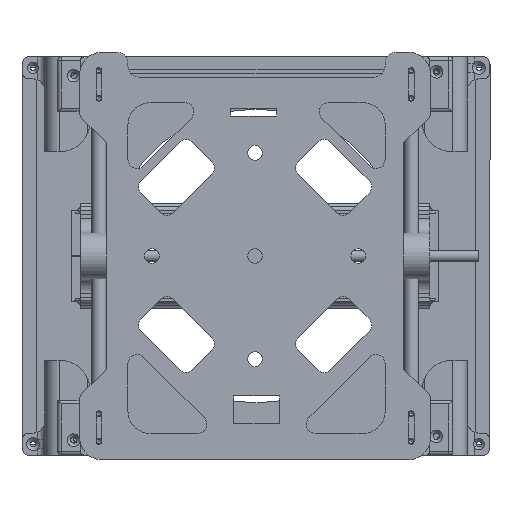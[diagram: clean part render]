
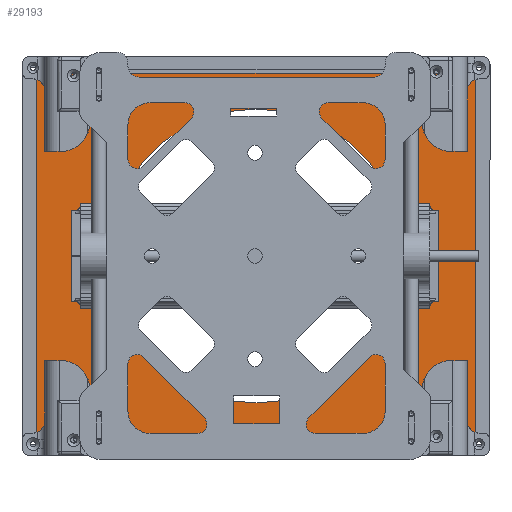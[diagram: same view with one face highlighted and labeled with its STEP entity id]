
A CAD part, left-side view. The second image highlights one B-rep face of the part: STEP entity #29193.
In plain terms, the highlighted face is planar.
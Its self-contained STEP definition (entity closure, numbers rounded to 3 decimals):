
#3246=LINE('',#55528,#5309);
#3247=LINE('',#55531,#5310);
#3248=LINE('',#55533,#5311);
#3249=LINE('',#55535,#5312);
#5309=VECTOR('',#38637,1000.);
#5310=VECTOR('',#38638,1000.);
#5311=VECTOR('',#38639,1000.);
#5312=VECTOR('',#38640,1000.);
#8390=PLANE('',#32397);
#13652=ORIENTED_EDGE('',*,*,#18852,.F.);
#13653=ORIENTED_EDGE('',*,*,#18853,.T.);
#13654=ORIENTED_EDGE('',*,*,#18854,.T.);
#13655=ORIENTED_EDGE('',*,*,#18855,.T.);
#13656=ORIENTED_EDGE('',*,*,#18856,.T.);
#18852=EDGE_CURVE('',#21821,#21821,#23476,.T.);
#18853=EDGE_CURVE('',#21822,#21823,#3246,.T.);
#18854=EDGE_CURVE('',#21823,#21824,#3247,.T.);
#18855=EDGE_CURVE('',#21824,#21825,#3248,.T.);
#18856=EDGE_CURVE('',#21825,#21822,#3249,.T.);
#21821=VERTEX_POINT('',#55527);
#21822=VERTEX_POINT('',#55529);
#21823=VERTEX_POINT('',#55530);
#21824=VERTEX_POINT('',#55532);
#21825=VERTEX_POINT('',#55534);
#23476=CIRCLE('',#32398,80.);
#25109=EDGE_LOOP('',(#13652));
#25110=EDGE_LOOP('',(#13653,#13654,#13655,#13656));
#27017=FACE_BOUND('',#25109,.T.);
#27018=FACE_BOUND('',#25110,.T.);
#29193=ADVANCED_FACE('',(#27017,#27018),#8390,.T.);
#32397=AXIS2_PLACEMENT_3D('',#55525,#38633,#38634);
#32398=AXIS2_PLACEMENT_3D('',#55526,#38635,#38636);
#38633=DIRECTION('',(0.,0.,1.));
#38634=DIRECTION('',(1.,0.,0.));
#38635=DIRECTION('',(0.,0.,1.));
#38636=DIRECTION('',(1.,0.,0.));
#38637=DIRECTION('',(0.,1.,0.));
#38638=DIRECTION('',(-1.,0.,0.));
#38639=DIRECTION('',(0.,-1.,0.));
#38640=DIRECTION('',(1.,0.,0.));
#55525=CARTESIAN_POINT('',(121.4,101.5,3.));
#55526=CARTESIAN_POINT('',(121.4,101.5,3.));
#55527=CARTESIAN_POINT('',(201.4,101.5,3.));
#55528=CARTESIAN_POINT('',(240.8,101.5,3.));
#55529=CARTESIAN_POINT('',(240.8,2.,3.));
#55530=CARTESIAN_POINT('',(240.8,201.,3.));
#55531=CARTESIAN_POINT('',(121.4,201.,3.));
#55532=CARTESIAN_POINT('',(2.,201.,3.));
#55533=CARTESIAN_POINT('',(2.,101.5,3.));
#55534=CARTESIAN_POINT('',(2.,2.,3.));
#55535=CARTESIAN_POINT('',(121.4,2.,3.));
